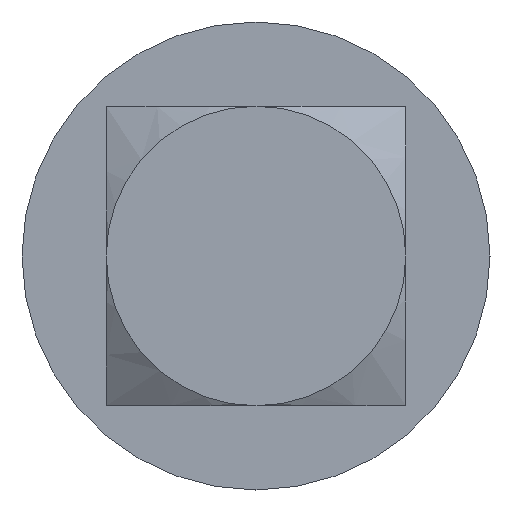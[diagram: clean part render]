
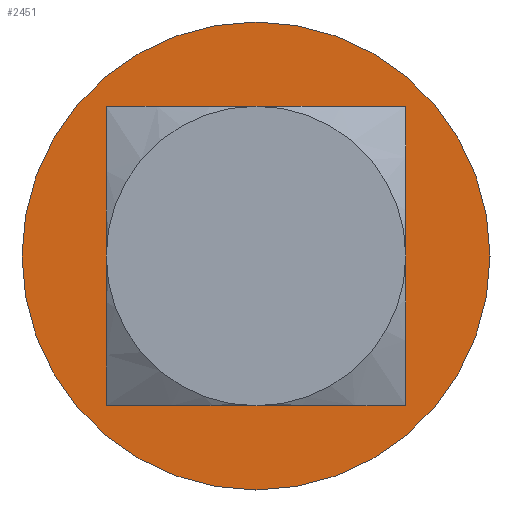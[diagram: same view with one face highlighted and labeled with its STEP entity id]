
A CAD part, left-side view. The second image highlights one B-rep face of the part: STEP entity #2451.
In plain terms, the highlighted planar face has unit normal (-1, 0, 0).
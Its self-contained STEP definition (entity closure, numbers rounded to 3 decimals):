
#69 = CIRCLE ( 'NONE', #2455, 7.25 ) ;
#93 = CARTESIAN_POINT ( 'NONE',  ( 14., 0., 0. ) ) ;
#126 = DIRECTION ( 'NONE',  ( 1., 0., 0. ) ) ;
#181 = CARTESIAN_POINT ( 'NONE',  ( 14., 0., 12.5 ) ) ;
#229 = CIRCLE ( 'NONE', #4120, 12.5 ) ;
#399 = AXIS2_PLACEMENT_3D ( 'NONE', #3725, #126, #4417 ) ;
#420 = CARTESIAN_POINT ( 'NONE',  ( 14., 0., 0. ) ) ;
#469 = CARTESIAN_POINT ( 'NONE',  ( 14., 0., -7.25 ) ) ;
#619 = DIRECTION ( 'NONE',  ( 0., 0., 1. ) ) ;
#623 = EDGE_CURVE ( 'NONE', #3642, #731, #3446, .T. ) ;
#689 = EDGE_CURVE ( 'NONE', #1674, #4524, #229, .T. ) ;
#731 = VERTEX_POINT ( 'NONE', #469 ) ;
#904 = EDGE_CURVE ( 'NONE', #731, #3642, #69, .T. ) ;
#944 = FACE_BOUND ( 'NONE', #2023, .T. ) ;
#1146 = AXIS2_PLACEMENT_3D ( 'NONE', #93, #2133, #3638 ) ;
#1256 = FACE_OUTER_BOUND ( 'NONE', #4296, .T. ) ;
#1674 = VERTEX_POINT ( 'NONE', #181 ) ;
#1870 = DIRECTION ( 'NONE',  ( -1., 0., 0. ) ) ;
#2023 = EDGE_LOOP ( 'NONE', ( #3363, #4254 ) ) ;
#2125 = AXIS2_PLACEMENT_3D ( 'NONE', #420, #3552, #3158 ) ;
#2133 = DIRECTION ( 'NONE',  ( -1., 0., 0. ) ) ;
#2309 = DIRECTION ( 'NONE',  ( 0., 0., 1. ) ) ;
#2419 = ORIENTED_EDGE ( 'NONE', *, *, #689, .T. ) ;
#2451 = ADVANCED_FACE ( 'NONE', ( #944, #1256 ), #3672, .F. ) ;
#2455 = AXIS2_PLACEMENT_3D ( 'NONE', #3996, #4741, #619 ) ;
#2665 = CARTESIAN_POINT ( 'NONE',  ( 14., 0., 0. ) ) ;
#2732 = CARTESIAN_POINT ( 'NONE',  ( 14., 0., 7.25 ) ) ;
#2857 = ORIENTED_EDGE ( 'NONE', *, *, #4727, .T. ) ;
#3158 = DIRECTION ( 'NONE',  ( 0., 0., 1. ) ) ;
#3363 = ORIENTED_EDGE ( 'NONE', *, *, #623, .F. ) ;
#3378 = CIRCLE ( 'NONE', #1146, 12.5 ) ;
#3446 = CIRCLE ( 'NONE', #2125, 7.25 ) ;
#3552 = DIRECTION ( 'NONE',  ( -1., 0., 0. ) ) ;
#3638 = DIRECTION ( 'NONE',  ( 0., 0., 1. ) ) ;
#3642 = VERTEX_POINT ( 'NONE', #2732 ) ;
#3672 = PLANE ( 'NONE',  #399 ) ;
#3725 = CARTESIAN_POINT ( 'NONE',  ( 14., 12.5, 0. ) ) ;
#3996 = CARTESIAN_POINT ( 'NONE',  ( 14., 0., 0. ) ) ;
#4120 = AXIS2_PLACEMENT_3D ( 'NONE', #2665, #1870, #2309 ) ;
#4254 = ORIENTED_EDGE ( 'NONE', *, *, #904, .F. ) ;
#4296 = EDGE_LOOP ( 'NONE', ( #2419, #2857 ) ) ;
#4417 = DIRECTION ( 'NONE',  ( 0., 0., -1. ) ) ;
#4524 = VERTEX_POINT ( 'NONE', #4842 ) ;
#4727 = EDGE_CURVE ( 'NONE', #4524, #1674, #3378, .T. ) ;
#4741 = DIRECTION ( 'NONE',  ( -1., 0., 0. ) ) ;
#4842 = CARTESIAN_POINT ( 'NONE',  ( 14., 0., -12.5 ) ) ;
